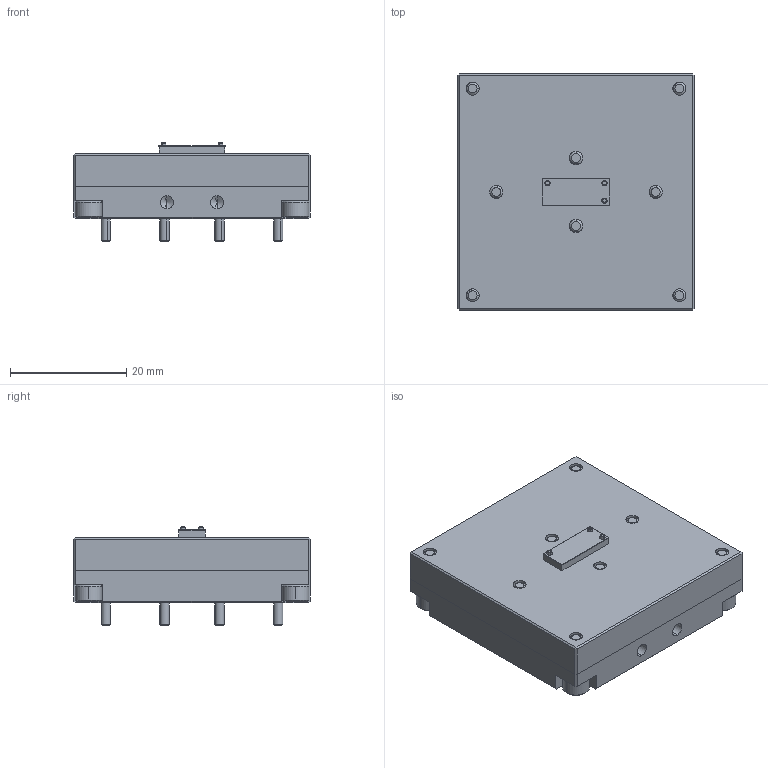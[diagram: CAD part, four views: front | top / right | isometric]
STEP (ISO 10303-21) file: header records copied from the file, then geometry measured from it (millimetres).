
FILE_DESCRIPTION (( 'STEP AP203' ), '1' );
FILE_NAME ('SAM-6236430395-15-L1-4W-1.STEP', '2018-09-14T17:23:52', ( '' ), ( '' ), 'SwSTEP 2.0', 'SolidWorks 2016', '' );
FILE_SCHEMA (( 'CONFIG_CONTROL_DESIGN' ));
Products named in the file (1): SAM-6236430395-15-L1-4W-1
Bounding box: 40.64 x 40.64 x 16.88 mm (x, y, z)
Volume: 17871.3 mm3; surface area: 11874 mm2
Topology: 22 solids, 22 shells, 1093 faces, 2722 edges, 1675 vertices
Faces by surface type: cylinder 622, cone 258, plane 197, bspline 16
Entity records: 41783 total; most frequent: CARTESIAN_POINT 18261, ORIENTED_EDGE 5288, DIRECTION 4544, EDGE_CURVE 2644, AXIS2_PLACEMENT_3D 1726, VERTEX_POINT 1675, EDGE_LOOP 1211, ADVANCED_FACE 1093
